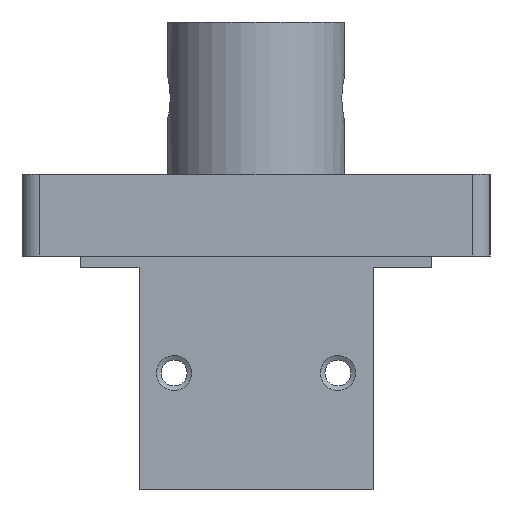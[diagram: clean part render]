
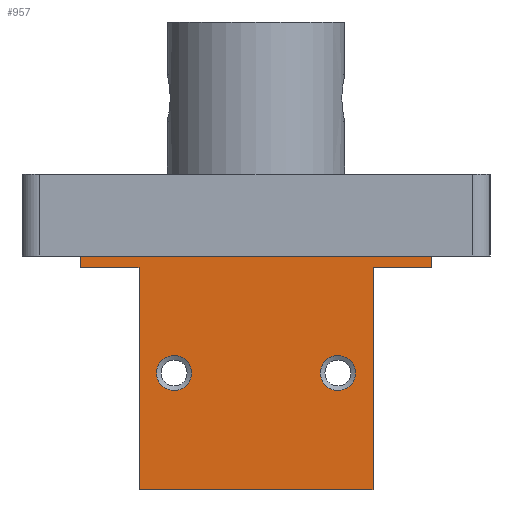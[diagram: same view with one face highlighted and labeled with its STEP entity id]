
A CAD part, left-side view. The second image highlights one B-rep face of the part: STEP entity #957.
In plain terms, the highlighted planar face has unit normal (-1, 0, 0).
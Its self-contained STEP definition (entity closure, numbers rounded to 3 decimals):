
#32=PLANE('',#1057);
#81=FACE_BOUND('',#219,.T.);
#82=FACE_BOUND('',#220,.T.);
#129=FACE_OUTER_BOUND('',#218,.T.);
#218=EDGE_LOOP('',(#824,#825,#826,#827,#828,#829,#830,#831));
#219=EDGE_LOOP('',(#832));
#220=EDGE_LOOP('',(#833));
#285=LINE('',#1791,#360);
#288=LINE('',#1801,#363);
#289=LINE('',#1803,#364);
#290=LINE('',#1805,#365);
#291=LINE('',#1807,#366);
#292=LINE('',#1809,#367);
#293=LINE('',#1811,#368);
#294=LINE('',#1812,#369);
#360=VECTOR('',#1264,10.);
#363=VECTOR('',#1273,10.);
#364=VECTOR('',#1274,10.);
#365=VECTOR('',#1275,10.);
#366=VECTOR('',#1276,10.);
#367=VECTOR('',#1277,10.);
#368=VECTOR('',#1278,10.);
#369=VECTOR('',#1279,10.);
#425=CIRCLE('',#1058,1.5);
#426=CIRCLE('',#1059,1.5);
#492=VERTEX_POINT('',#1788);
#493=VERTEX_POINT('',#1790);
#497=VERTEX_POINT('',#1800);
#498=VERTEX_POINT('',#1802);
#499=VERTEX_POINT('',#1804);
#500=VERTEX_POINT('',#1806);
#501=VERTEX_POINT('',#1808);
#502=VERTEX_POINT('',#1810);
#503=VERTEX_POINT('',#1813);
#504=VERTEX_POINT('',#1815);
#605=EDGE_CURVE('',#493,#492,#285,.T.);
#610=EDGE_CURVE('',#492,#497,#288,.T.);
#611=EDGE_CURVE('',#498,#497,#289,.T.);
#612=EDGE_CURVE('',#498,#499,#290,.T.);
#613=EDGE_CURVE('',#500,#499,#291,.T.);
#614=EDGE_CURVE('',#501,#500,#292,.T.);
#615=EDGE_CURVE('',#502,#501,#293,.T.);
#616=EDGE_CURVE('',#493,#502,#294,.T.);
#617=EDGE_CURVE('',#503,#503,#425,.T.);
#618=EDGE_CURVE('',#504,#504,#426,.T.);
#824=ORIENTED_EDGE('',*,*,#605,.T.);
#825=ORIENTED_EDGE('',*,*,#610,.T.);
#826=ORIENTED_EDGE('',*,*,#611,.F.);
#827=ORIENTED_EDGE('',*,*,#612,.T.);
#828=ORIENTED_EDGE('',*,*,#613,.F.);
#829=ORIENTED_EDGE('',*,*,#614,.F.);
#830=ORIENTED_EDGE('',*,*,#615,.F.);
#831=ORIENTED_EDGE('',*,*,#616,.F.);
#832=ORIENTED_EDGE('',*,*,#617,.T.);
#833=ORIENTED_EDGE('',*,*,#618,.T.);
#957=ADVANCED_FACE('',(#129,#81,#82),#32,.F.);
#1057=AXIS2_PLACEMENT_3D('',#1799,#1271,#1272);
#1058=AXIS2_PLACEMENT_3D('',#1814,#1280,#1281);
#1059=AXIS2_PLACEMENT_3D('',#1816,#1282,#1283);
#1264=DIRECTION('',(0.,1.,0.));
#1271=DIRECTION('center_axis',(1.,0.,0.));
#1272=DIRECTION('ref_axis',(0.,1.,0.));
#1273=DIRECTION('',(0.,0.,-1.));
#1274=DIRECTION('',(0.,1.,0.));
#1275=DIRECTION('',(0.,0.,-1.));
#1276=DIRECTION('',(0.,1.,0.));
#1277=DIRECTION('',(0.,0.,-1.));
#1278=DIRECTION('',(0.,1.,0.));
#1279=DIRECTION('',(0.,0.,-1.));
#1280=DIRECTION('center_axis',(1.,0.,0.));
#1281=DIRECTION('ref_axis',(0.,-1.,0.));
#1282=DIRECTION('center_axis',(1.,0.,0.));
#1283=DIRECTION('ref_axis',(0.,-1.,0.));
#1788=CARTESIAN_POINT('',(105.,20.,-17.));
#1790=CARTESIAN_POINT('',(105.,-10.,-17.));
#1791=CARTESIAN_POINT('',(105.,0.,-17.));
#1799=CARTESIAN_POINT('Origin',(105.,-5.,-17.));
#1800=CARTESIAN_POINT('',(105.,20.,-18.));
#1801=CARTESIAN_POINT('',(105.,20.,-17.));
#1802=CARTESIAN_POINT('',(105.,15.,-18.));
#1803=CARTESIAN_POINT('',(105.,15.,-18.));
#1804=CARTESIAN_POINT('',(105.,15.,-37.));
#1805=CARTESIAN_POINT('',(105.,15.,-17.));
#1806=CARTESIAN_POINT('',(105.,-5.,-37.));
#1807=CARTESIAN_POINT('',(105.,-5.,-37.));
#1808=CARTESIAN_POINT('',(105.,-5.,-18.));
#1809=CARTESIAN_POINT('',(105.,-5.,-17.));
#1810=CARTESIAN_POINT('',(105.,-10.,-18.));
#1811=CARTESIAN_POINT('',(105.,-5.,-18.));
#1812=CARTESIAN_POINT('',(105.,-10.,-17.));
#1813=CARTESIAN_POINT('',(105.,13.5,-27.));
#1814=CARTESIAN_POINT('Origin',(105.,12.,-27.));
#1815=CARTESIAN_POINT('',(105.,-0.5,-27.));
#1816=CARTESIAN_POINT('Origin',(105.,-2.,-27.));
